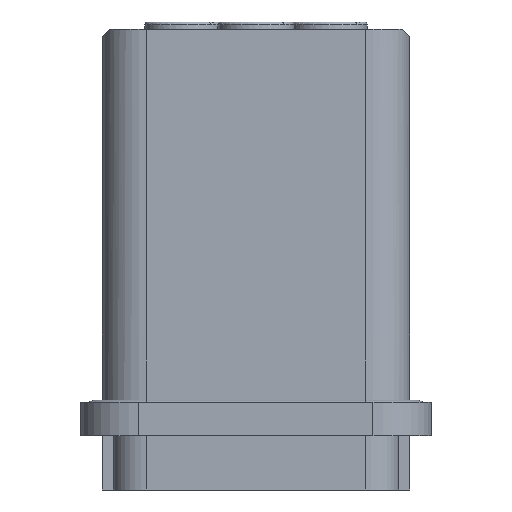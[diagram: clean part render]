
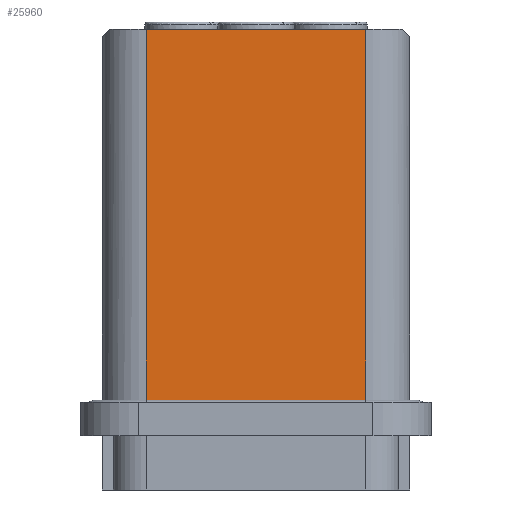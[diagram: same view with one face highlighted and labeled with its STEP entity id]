
A CAD part, front view. The second image highlights one B-rep face of the part: STEP entity #25960.
In plain terms, the highlighted planar face has unit normal (0, -1, 0).
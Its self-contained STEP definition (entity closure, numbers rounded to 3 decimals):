
#25570=CARTESIAN_POINT('',(53.688,36.165,-24.));
#25580=DIRECTION('',(-0.,-1.,-0.));
#25590=DIRECTION('',(-1.,0.,0.));
#25600=AXIS2_PLACEMENT_3D('',#25570,#25580,#25590);
#25610=PLANE('',#25600);
#25620=CARTESIAN_POINT('',(41.188,36.165,-24.));
#25630=DIRECTION('',(0.,0.,-1.));
#25640=VECTOR('',#25630,1.);
#25650=LINE('',#25620,#25640);
#25660=CARTESIAN_POINT('',(41.188,36.165,-16.5));
#25670=VERTEX_POINT('',#25660);
#25680=CARTESIAN_POINT('',(41.188,36.165,-41.92));
#25690=VERTEX_POINT('',#25680);
#25700=EDGE_CURVE('',#25670,#25690,#25650,.T.);
#25710=ORIENTED_EDGE('',*,*,#25700,.T.);
#25720=CARTESIAN_POINT('',(36.118,36.165,-16.5));
#25730=DIRECTION('',(-1.,0.,0.));
#25740=VECTOR('',#25730,1.);
#25750=LINE('',#25720,#25740);
#25760=CARTESIAN_POINT('',(56.188,36.165,-16.5));
#25770=VERTEX_POINT('',#25760);
#25780=EDGE_CURVE('',#25770,#25670,#25750,.T.);
#25790=ORIENTED_EDGE('',*,*,#25780,.T.);
#25800=CARTESIAN_POINT('',(56.188,36.165,-24.));
#25810=DIRECTION('',(0.,0.,-1.));
#25820=VECTOR('',#25810,1.);
#25830=LINE('',#25800,#25820);
#25840=CARTESIAN_POINT('',(56.188,36.165,-41.92));
#25850=VERTEX_POINT('',#25840);
#25860=EDGE_CURVE('',#25770,#25850,#25830,.T.);
#25870=ORIENTED_EDGE('',*,*,#25860,.F.);
#25880=CARTESIAN_POINT('',(47.219,36.165,-41.92)
);
#25890=DIRECTION('',(1.,0.,0.));
#25900=VECTOR('',#25890,1.);
#25910=LINE('',#25880,#25900);
#25920=EDGE_CURVE('',#25690,#25850,#25910,.T.);
#25930=ORIENTED_EDGE('',*,*,#25920,.T.);
#25940=EDGE_LOOP('',(#25930,#25870,#25790,#25710));
#25950=FACE_OUTER_BOUND('',#25940,.T.);
#25960=ADVANCED_FACE('',(#25950),#25610,.T.);
